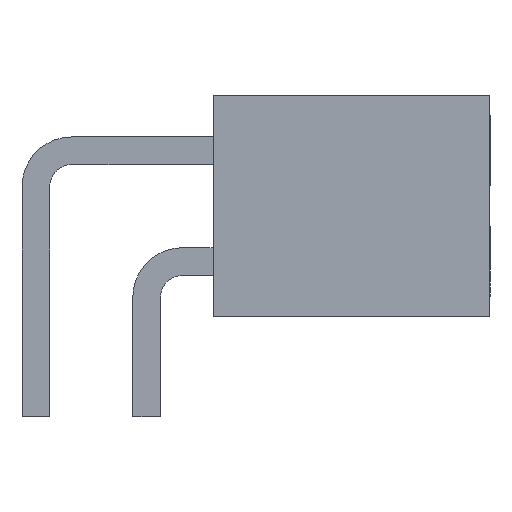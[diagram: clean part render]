
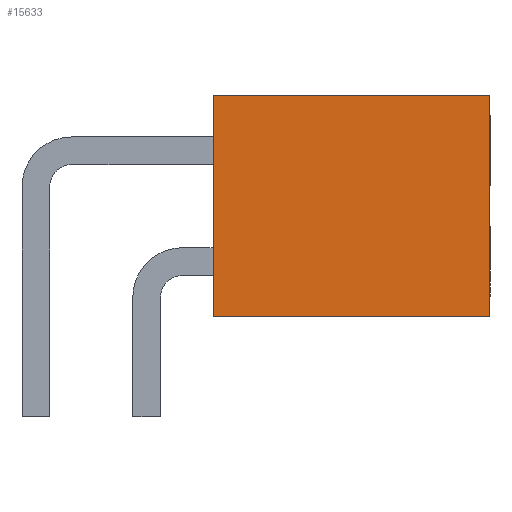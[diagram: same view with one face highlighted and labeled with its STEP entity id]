
A CAD part, left-side view. The second image highlights one B-rep face of the part: STEP entity #15633.
In plain terms, the highlighted planar face has unit normal (-1, 0, 0).
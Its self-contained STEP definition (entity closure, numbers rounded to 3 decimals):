
#975=FACE_OUTER_BOUND($,#1891,.T.);
#1891=EDGE_LOOP($,(#13396,#13397,#13398,#13399));
#2323=LINE($,#21178,#4395);
#2528=LINE($,#21686,#4600);
#3913=LINE($,#24574,#5985);
#3963=LINE($,#24627,#6035);
#4395=VECTOR($,#17218,5.08);
#4600=VECTOR($,#17523,5.08);
#5985=VECTOR($,#20046,6.35);
#6035=VECTOR($,#20098,6.35);
#6409=VERTEX_POINT($,#21175);
#6410=VERTEX_POINT($,#21177);
#6662=VERTEX_POINT($,#21683);
#6663=VERTEX_POINT($,#21685);
#7959=EDGE_CURVE($,#6409,#6410,#2323,.T.);
#8212=EDGE_CURVE($,#6663,#6662,#2528,.T.);
#9645=EDGE_CURVE($,#6410,#6662,#3913,.T.);
#9695=EDGE_CURVE($,#6409,#6663,#3963,.T.);
#13396=ORIENTED_EDGE($,*,*,#8212,.T.);
#13397=ORIENTED_EDGE($,*,*,#9645,.F.);
#13398=ORIENTED_EDGE($,*,*,#7959,.F.);
#13399=ORIENTED_EDGE($,*,*,#9695,.T.);
#14841=PLANE($,#16560);
#15633=ADVANCED_FACE($,(#975),#14841,.F.);
#16560=AXIS2_PLACEMENT_3D($,#24626,#20096,#20097);
#17218=DIRECTION($,(0.,0.,-1.));
#17523=DIRECTION($,(0.,0.,-1.));
#20046=DIRECTION($,(0.,1.,0.));
#20096=DIRECTION('center_axis',(1.,0.,0.));
#20097=DIRECTION('ref_axis',(0.,0.,1.));
#20098=DIRECTION($,(0.,1.,0.));
#21175=CARTESIAN_POINT('',(-32.004,-9.144,5.08));
#21177=CARTESIAN_POINT('',(-32.004,-9.144,0.));
#21178=CARTESIAN_POINT($,(-32.004,-9.144,5.08));
#21683=CARTESIAN_POINT('',(-32.004,-2.794,0.));
#21685=CARTESIAN_POINT('',(-32.004,-2.794,5.08));
#21686=CARTESIAN_POINT($,(-32.004,-2.794,5.08));
#24574=CARTESIAN_POINT($,(-32.004,-9.144,0.));
#24626=CARTESIAN_POINT('Origin',(-32.004,-9.144,5.08));
#24627=CARTESIAN_POINT($,(-32.004,-9.144,5.08));
